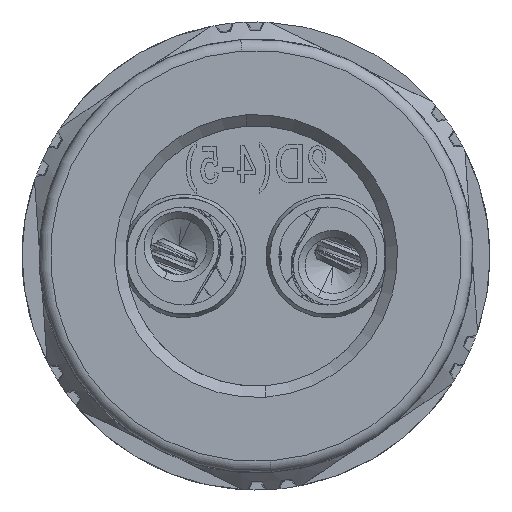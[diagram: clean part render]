
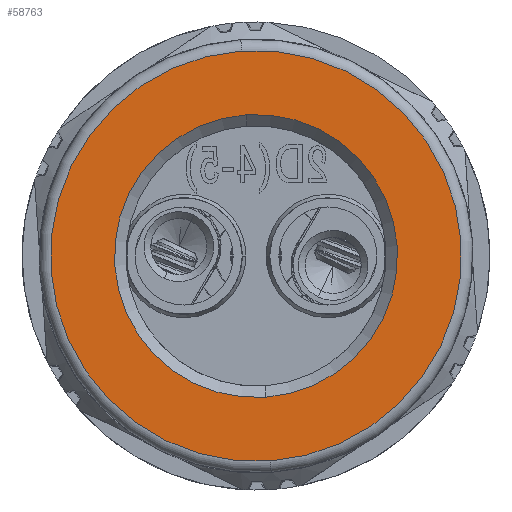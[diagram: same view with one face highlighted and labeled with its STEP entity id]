
A CAD part, front view. The second image highlights one B-rep face of the part: STEP entity #58763.
In plain terms, the highlighted planar face has unit normal (0, -1, 0).
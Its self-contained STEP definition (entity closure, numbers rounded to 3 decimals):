
#8438=CARTESIAN_POINT('',(0.,-47.85,0.));
#8439=DIRECTION('',(0.,-1.,0.));
#8440=DIRECTION('',(-0.07,0.,0.998));
#8441=AXIS2_PLACEMENT_3D('',#8438,#8439,#8440);
#8443=CARTESIAN_POINT('',(0.,-47.85,0.));
#8444=DIRECTION('',(0.,-1.,0.));
#8445=DIRECTION('',(0.07,0.,-0.998));
#8446=AXIS2_PLACEMENT_3D('',#8443,#8444,#8445);
#8448=CARTESIAN_POINT('',(0.,-47.85,0.));
#8449=DIRECTION('',(0.,-1.,0.));
#8450=DIRECTION('',(-0.07,0.,0.998));
#8451=AXIS2_PLACEMENT_3D('',#8448,#8449,#8450);
#8453=CARTESIAN_POINT('',(0.,-47.85,0.));
#8454=DIRECTION('',(0.,-1.,0.));
#8455=DIRECTION('',(0.07,0.,-0.998));
#8456=AXIS2_PLACEMENT_3D('',#8453,#8454,#8455);
#49940=CARTESIAN_POINT('',(-0.628,-47.85,8.978));
#49941=CARTESIAN_POINT('',(0.628,-47.85,-8.978));
#49942=VERTEX_POINT('',#49940);
#49943=VERTEX_POINT('',#49941);
#50006=CARTESIAN_POINT('',(-0.432,-47.85,6.185));
#50007=CARTESIAN_POINT('',(0.432,-47.85,-6.185));
#50008=VERTEX_POINT('',#50006);
#50009=VERTEX_POINT('',#50007);
#58748=CARTESIAN_POINT('',(0.,-47.85,0.));
#58749=DIRECTION('',(0.,-1.,0.));
#58750=DIRECTION('',(0.07,0.,-0.998));
#58751=AXIS2_PLACEMENT_3D('',#58748,#58749,#58750);
#58752=PLANE('',#58751);
#58754=ORIENTED_EDGE('',*,*,#58753,.F.);
#58756=ORIENTED_EDGE('',*,*,#58755,.F.);
#58757=EDGE_LOOP('',(#58754,#58756));
#58758=FACE_OUTER_BOUND('',#58757,.F.);
#58759=ORIENTED_EDGE('',*,*,#58728,.T.);
#58760=ORIENTED_EDGE('',*,*,#58742,.T.);
#58761=EDGE_LOOP('',(#58759,#58760));
#58762=FACE_BOUND('',#58761,.F.);
#8442=CIRCLE('',#8441,9.);
#8447=CIRCLE('',#8446,9.);
#8452=CIRCLE('',#8451,6.2);
#8457=CIRCLE('',#8456,6.2);
#58728=EDGE_CURVE('',#50008,#50009,#8452,.T.);
#58742=EDGE_CURVE('',#50009,#50008,#8457,.T.);
#58753=EDGE_CURVE('',#49942,#49943,#8442,.T.);
#58755=EDGE_CURVE('',#49943,#49942,#8447,.T.);
#58763=ADVANCED_FACE('',(#58758,#58762),#58752,.T.);
